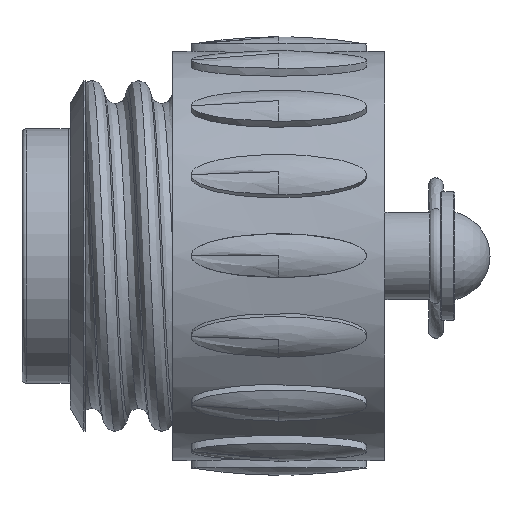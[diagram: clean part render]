
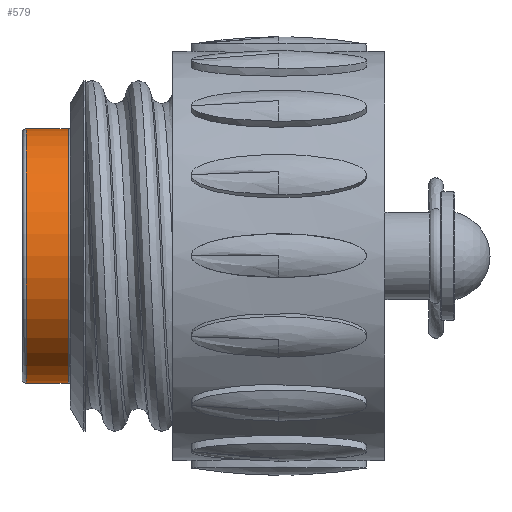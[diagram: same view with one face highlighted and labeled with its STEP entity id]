
A CAD part, top view. The second image highlights one B-rep face of the part: STEP entity #579.
In plain terms, the highlighted cylindrical face has radius 8.7 mm (diameter 17.4 mm), a full revolution.
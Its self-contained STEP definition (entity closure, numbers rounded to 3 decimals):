
#579=ADVANCED_FACE('',(#780,#781),#625,.T.);
#625=CYLINDRICAL_SURFACE('',#1844,8.7);
#780=FACE_BOUND('',#951,.T.);
#781=FACE_BOUND('',#952,.T.);
#951=EDGE_LOOP('',(#1272));
#952=EDGE_LOOP('',(#1273));
#1272=ORIENTED_EDGE('',*,*,#1682,.F.);
#1273=ORIENTED_EDGE('',*,*,#1684,.T.);
#1505=VERTEX_POINT('',#8703);
#1507=VERTEX_POINT('',#8708);
#1682=EDGE_CURVE('',#1505,#1505,#1760,.T.);
#1684=EDGE_CURVE('',#1507,#1507,#1762,.T.);
#1760=CIRCLE('',#1839,8.7);
#1762=CIRCLE('',#1842,8.7);
#1839=AXIS2_PLACEMENT_3D('',#8702,#2009,#2010);
#1842=AXIS2_PLACEMENT_3D('',#8707,#2015,#2016);
#1844=AXIS2_PLACEMENT_3D('',#8710,#2019,#2020);
#2009=DIRECTION('',(1.,0.,0.));
#2010=DIRECTION('',(0.,0.,1.));
#2015=DIRECTION('',(1.,0.,0.));
#2016=DIRECTION('',(0.,0.,1.));
#2019=DIRECTION('',(1.,0.,0.));
#2020=DIRECTION('',(0.,0.,-1.));
#8702=CARTESIAN_POINT('',(52.996,6.691,2.095));
#8703=CARTESIAN_POINT('',(52.996,6.691,10.795));
#8707=CARTESIAN_POINT('',(50.141,6.691,2.095));
#8708=CARTESIAN_POINT('',(50.141,6.691,10.795));
#8710=CARTESIAN_POINT('',(75.65,6.691,2.095));
